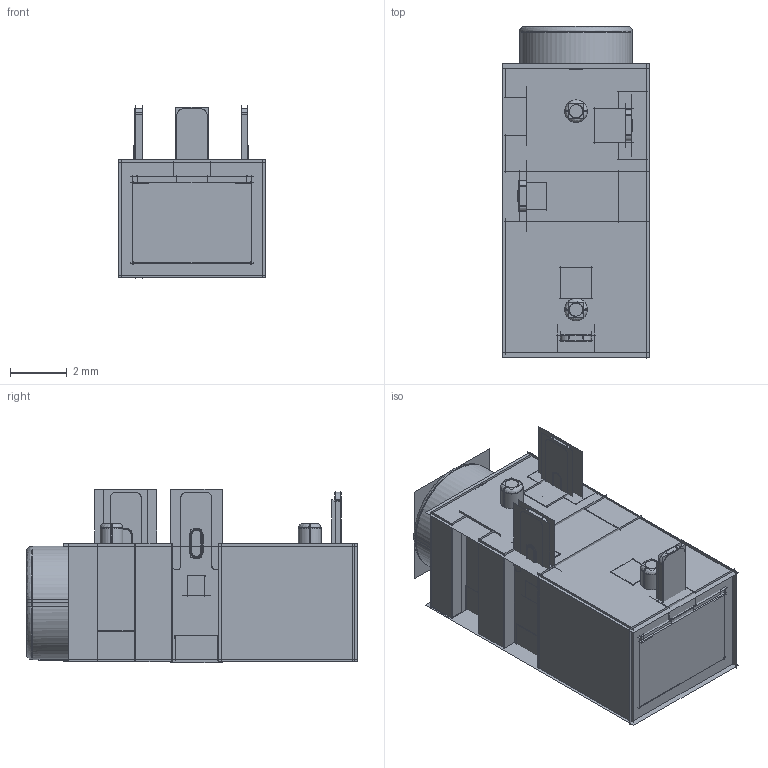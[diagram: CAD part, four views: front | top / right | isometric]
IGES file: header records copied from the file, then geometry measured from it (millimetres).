
Start section:  PTC IGES file: 0255a-_asm.igs
Global section: file name: 0255a-_asm.igs; native system: Pro/ENGINEER by Parametric Technology Corporation; preprocessor: 2007230; author: ken1; organization: Unknown; date: 20091030.101800; units: millimetre
Bounding box: 5.2 x 11.71 x 6.14 mm (x, y, z)
Surface area: 13635.5 mm2 (no closed solid volume)
Topology: 0 solids, 0 shells, 836 faces, 14955 edges, 19436 vertices
Faces by surface type: bspline 478, revolution 358
